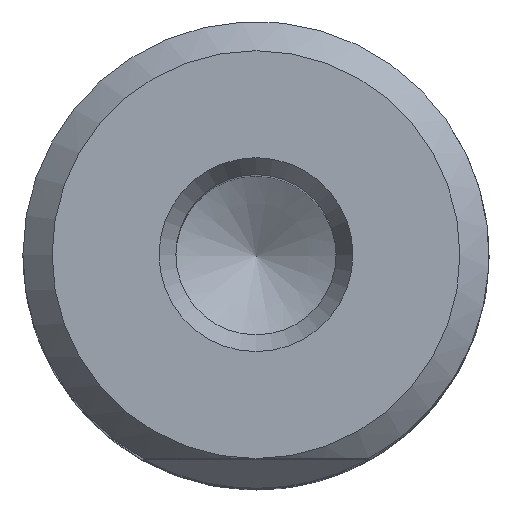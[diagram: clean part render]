
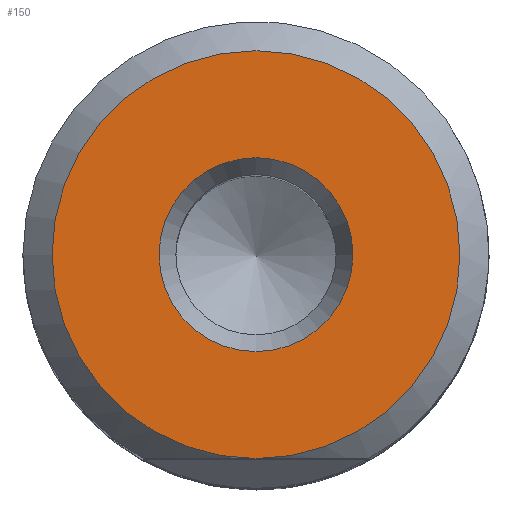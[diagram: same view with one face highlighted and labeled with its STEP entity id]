
A CAD part, top view. The second image highlights one B-rep face of the part: STEP entity #150.
In plain terms, the highlighted planar face has unit normal (0, 0, 1).
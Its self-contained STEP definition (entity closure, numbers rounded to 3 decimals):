
#40=PLANE('',#864);
#150=ADVANCED_FACE('',(#365,#366),#40,.F.);
#365=FACE_BOUND('',#471,.T.);
#366=FACE_BOUND('',#472,.T.);
#471=EDGE_LOOP('',(#591));
#472=EDGE_LOOP('',(#592));
#591=ORIENTED_EDGE('',*,*,#720,.F.);
#592=ORIENTED_EDGE('',*,*,#743,.T.);
#658=VERTEX_POINT('',#1503);
#681=VERTEX_POINT('',#1563);
#720=EDGE_CURVE('',#658,#658,#782,.T.);
#743=EDGE_CURVE('',#681,#681,#797,.T.);
#782=CIRCLE('',#834,14.);
#797=CIRCLE('',#862,6.655);
#834=AXIS2_PLACEMENT_3D('',#1504,#984,#985);
#862=AXIS2_PLACEMENT_3D('',#1562,#1044,#1045);
#864=AXIS2_PLACEMENT_3D('',#1565,#1048,#1049);
#984=DIRECTION('',(0.,0.,-1.));
#985=DIRECTION('',(-1.,0.,0.));
#1044=DIRECTION('',(0.,0.,-1.));
#1045=DIRECTION('',(-1.,0.,0.));
#1048=DIRECTION('',(0.,0.,-1.));
#1049=DIRECTION('',(-1.,0.,0.));
#1503=CARTESIAN_POINT('',(0.,-14.,61.));
#1504=CARTESIAN_POINT('',(0.,0.,61.));
#1562=CARTESIAN_POINT('',(0.,0.,61.));
#1563=CARTESIAN_POINT('',(-6.655,0.,61.));
#1565=CARTESIAN_POINT('',(6.655,0.,61.));
